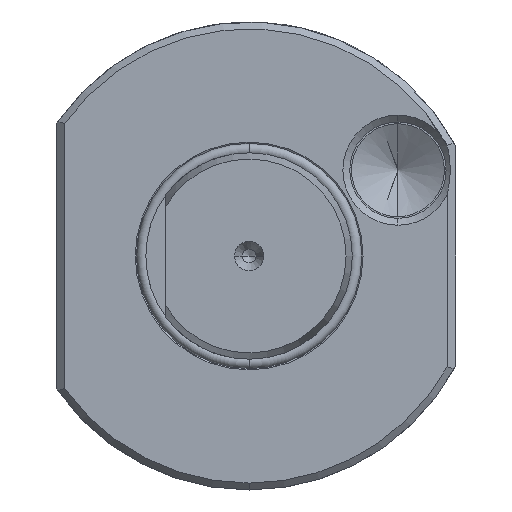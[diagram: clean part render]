
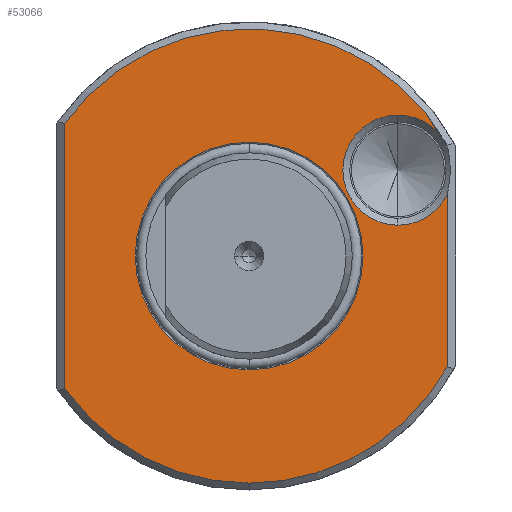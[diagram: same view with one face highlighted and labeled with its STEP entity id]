
A CAD part, left-side view. The second image highlights one B-rep face of the part: STEP entity #53066.
In plain terms, the highlighted planar face has unit normal (-1, 0, 0).
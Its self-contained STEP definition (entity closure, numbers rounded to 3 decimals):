
#500 = CARTESIAN_POINT ( 'NONE',  ( 2., -28.8, 15.998 ) ) ;
#1376 = CIRCLE ( 'NONE', #44925, 16.55 ) ;
#1556 = CIRCLE ( 'NONE', #44910, 8. ) ;
#1601 = CIRCLE ( 'NONE', #44933, 8. ) ;
#5104 = DIRECTION ( 'NONE',  ( 0., 0., 1. ) ) ;
#5149 = CARTESIAN_POINT ( 'NONE',  ( 2., -21.62, 12.47 ) ) ;
#5151 = DIRECTION ( 'NONE',  ( 1., 0., 0. ) ) ;
#12074 = CARTESIAN_POINT ( 'NONE',  ( 2., 0., 0. ) ) ;
#12089 = DIRECTION ( 'NONE',  ( -1., 0., 0. ) ) ;
#12096 = DIRECTION ( 'NONE',  ( 0., 0., 1. ) ) ;
#13330 = CARTESIAN_POINT ( 'NONE',  ( 2., -21.62, 20.47 ) ) ;
#13374 = CARTESIAN_POINT ( 'NONE',  ( 2., -21.62, 4.47 ) ) ;
#13378 = CARTESIAN_POINT ( 'NONE',  ( 2., -28.8, 8.942 ) ) ;
#16239 = DIRECTION ( 'NONE',  ( 1., 0., 0. ) ) ;
#16247 = CARTESIAN_POINT ( 'NONE',  ( 2., 0., 0. ) ) ;
#16248 = DIRECTION ( 'NONE',  ( 0., 1., 0. ) ) ;
#24340 = ORIENTED_EDGE ( 'NONE', *, *, #31347, .T. ) ;
#24361 = ORIENTED_EDGE ( 'NONE', *, *, #30871, .T. ) ;
#24363 = ORIENTED_EDGE ( 'NONE', *, *, #31844, .T. ) ;
#24368 = ORIENTED_EDGE ( 'NONE', *, *, #31772, .T. ) ;
#24385 = ORIENTED_EDGE ( 'NONE', *, *, #30946, .T. ) ;
#24397 = ORIENTED_EDGE ( 'NONE', *, *, #31747, .T. ) ;
#24411 = ORIENTED_EDGE ( 'NONE', *, *, #30685, .T. ) ;
#24436 = ORIENTED_EDGE ( 'NONE', *, *, #31898, .T. ) ;
#24442 = ORIENTED_EDGE ( 'NONE', *, *, #31790, .T. ) ;
#24455 = ORIENTED_EDGE ( 'NONE', *, *, #31774, .T. ) ;
#24459 = ORIENTED_EDGE ( 'NONE', *, *, #31925, .T. ) ;
#25150 = VERTEX_POINT ( 'NONE', #13378 ) ;
#25168 = VERTEX_POINT ( 'NONE', #13374 ) ;
#25200 = VERTEX_POINT ( 'NONE', #13330 ) ;
#25203 = VERTEX_POINT ( 'NONE', #500 ) ;
#30685 = EDGE_CURVE ( 'NONE', #25150, #25168, #1556, .T. ) ;
#30871 = EDGE_CURVE ( 'NONE', #25200, #25203, #1601, .T. ) ;
#30946 = EDGE_CURVE ( 'NONE', #35202, #34126, #1376, .T. ) ;
#31347 = EDGE_CURVE ( 'NONE', #34998, #35105, #38392, .T. ) ;
#31747 = EDGE_CURVE ( 'NONE', #35205, #35179, #38192, .T. ) ;
#31772 = EDGE_CURVE ( 'NONE', #34126, #35202, #37851, .T. ) ;
#31774 = EDGE_CURVE ( 'NONE', #25203, #35205, #38039, .T. ) ;
#31790 = EDGE_CURVE ( 'NONE', #35105, #25150, #38114, .T. ) ;
#31844 = EDGE_CURVE ( 'NONE', #25168, #25200, #53036, .T. ) ;
#31898 = EDGE_CURVE ( 'NONE', #35179, #35209, #53114, .T. ) ;
#31925 = EDGE_CURVE ( 'NONE', #35209, #34998, #53136, .T. ) ;
#34126 = VERTEX_POINT ( 'NONE', #51492 ) ;
#34734 = EDGE_LOOP ( 'NONE', ( #24459, #24340, #24442, #24411, #24363, #24361, #24455, #24397, #24436 ) ) ;
#34852 = EDGE_LOOP ( 'NONE', ( #24385, #24368 ) ) ;
#34998 = VERTEX_POINT ( 'NONE', #51488 ) ;
#35105 = VERTEX_POINT ( 'NONE', #43923 ) ;
#35179 = VERTEX_POINT ( 'NONE', #43961 ) ;
#35202 = VERTEX_POINT ( 'NONE', #44047 ) ;
#35205 = VERTEX_POINT ( 'NONE', #44025 ) ;
#35209 = VERTEX_POINT ( 'NONE', #44037 ) ;
#37851 = CIRCLE ( 'NONE', #44980, 16.55 ) ;
#37990 = VECTOR ( 'NONE', #38810, 1000. ) ;
#38039 = LINE ( 'NONE', #38795, #37990 ) ;
#38114 = LINE ( 'NONE', #38847, #53283 ) ;
#38192 = CIRCLE ( 'NONE', #44960, 33. ) ;
#38392 = CIRCLE ( 'NONE', #44955, 33. ) ;
#38737 = CARTESIAN_POINT ( 'NONE',  ( 2., 0., 0. ) ) ;
#38764 = DIRECTION ( 'NONE',  ( -1., 0., 0. ) ) ;
#38780 = DIRECTION ( 'NONE',  ( 0., 0., 1. ) ) ;
#38795 = CARTESIAN_POINT ( 'NONE',  ( 2., -28.8, 0. ) ) ;
#38810 = DIRECTION ( 'NONE',  ( 0., 0., 1. ) ) ;
#38814 = CARTESIAN_POINT ( 'NONE',  ( 2., 0., 0. ) ) ;
#38819 = DIRECTION ( 'NONE',  ( 1., 0., 0. ) ) ;
#38820 = DIRECTION ( 'NONE',  ( 0., 1., 0. ) ) ;
#38847 = CARTESIAN_POINT ( 'NONE',  ( 2., -28.8, 0. ) ) ;
#38886 = DIRECTION ( 'NONE',  ( 0., 0., 1. ) ) ;
#38933 = DIRECTION ( 'NONE',  ( 0., 0., 1. ) ) ;
#38953 = CARTESIAN_POINT ( 'NONE',  ( 2., -21.62, 12.47 ) ) ;
#38954 = DIRECTION ( 'NONE',  ( 1., 0., 0. ) ) ;
#43923 = CARTESIAN_POINT ( 'NONE',  ( 2., -28.8, -16.111 ) ) ;
#43961 = CARTESIAN_POINT ( 'NONE',  ( 2., 26.8, 19.255 ) ) ;
#44025 = CARTESIAN_POINT ( 'NONE',  ( 2., -28.8, 16.111 ) ) ;
#44037 = CARTESIAN_POINT ( 'NONE',  ( 2., 26.8, -19.255 ) ) ;
#44047 = CARTESIAN_POINT ( 'NONE',  ( 2., -16.55, 0. ) ) ;
#44910 = AXIS2_PLACEMENT_3D ( 'NONE', #5149, #5151, #5104 ) ;
#44925 = AXIS2_PLACEMENT_3D ( 'NONE', #16247, #16239, #16248 ) ;
#44933 = AXIS2_PLACEMENT_3D ( 'NONE', #52682, #52670, #52691 ) ;
#44955 = AXIS2_PLACEMENT_3D ( 'NONE', #12074, #12089, #12096 ) ;
#44960 = AXIS2_PLACEMENT_3D ( 'NONE', #38737, #38764, #38780 ) ;
#44967 = AXIS2_PLACEMENT_3D ( 'NONE', #38953, #38954, #38933 ) ;
#44977 = AXIS2_PLACEMENT_3D ( 'NONE', #51764, #51765, #51767 ) ;
#44980 = AXIS2_PLACEMENT_3D ( 'NONE', #38814, #38819, #38820 ) ;
#45021 = AXIS2_PLACEMENT_3D ( 'NONE', #49100, #49101, #49103 ) ;
#49099 = PLANE ( 'NONE',  #45021 ) ;
#49100 = CARTESIAN_POINT ( 'NONE',  ( 2., 15., 0. ) ) ;
#49101 = DIRECTION ( 'NONE',  ( -1., 0., 0. ) ) ;
#49103 = DIRECTION ( 'NONE',  ( 0., 0., 1. ) ) ;
#51488 = CARTESIAN_POINT ( 'NONE',  ( 2., 0., -33. ) ) ;
#51492 = CARTESIAN_POINT ( 'NONE',  ( 2., 16.55, 0. ) ) ;
#51612 = DIRECTION ( 'NONE',  ( 0., 0., -1. ) ) ;
#51618 = CARTESIAN_POINT ( 'NONE',  ( 2., 26.8, 0. ) ) ;
#51764 = CARTESIAN_POINT ( 'NONE',  ( 2., 0., 0. ) ) ;
#51765 = DIRECTION ( 'NONE',  ( -1., 0., 0. ) ) ;
#51767 = DIRECTION ( 'NONE',  ( 0., 0., 1. ) ) ;
#52670 = DIRECTION ( 'NONE',  ( 1., 0., 0. ) ) ;
#52682 = CARTESIAN_POINT ( 'NONE',  ( 2., -21.62, 12.47 ) ) ;
#52691 = DIRECTION ( 'NONE',  ( 0., 0., 1. ) ) ;
#53036 = CIRCLE ( 'NONE', #44967, 8. ) ;
#53066 = ADVANCED_FACE ( 'NONE', ( #53202, #53113 ), #49099, .T. ) ;
#53113 = FACE_BOUND ( 'NONE', #34852, .T. ) ;
#53114 = LINE ( 'NONE', #51618, #53117 ) ;
#53117 = VECTOR ( 'NONE', #51612, 1000. ) ;
#53136 = CIRCLE ( 'NONE', #44977, 33. ) ;
#53202 = FACE_OUTER_BOUND ( 'NONE', #34734, .T. ) ;
#53283 = VECTOR ( 'NONE', #38886, 1000. ) ;
